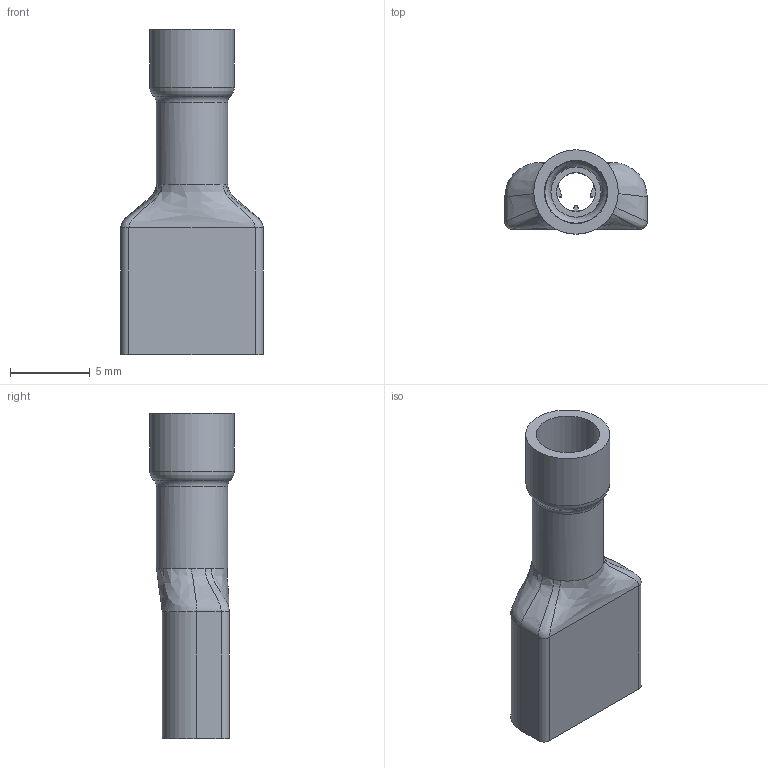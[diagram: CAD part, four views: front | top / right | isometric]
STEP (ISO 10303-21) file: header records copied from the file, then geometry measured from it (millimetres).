
FILE_DESCRIPTION(/* description */ (''),/* implementation_level */ '2;1');
FILE_NAME(/* name */ '22-16 female flat spade full cover red.stp',/* time_stamp */ '2013-07-23T00:28:29-04:00',/* author */ ('Saville'),/* organization */ (''),/* preprocessor_version */ 'ST-DEVELOPER v15.2',/* originating_system */ 'Autodesk Inventor 2014',/* authorisation */ '');
FILE_SCHEMA (('AUTOMOTIVE_DESIGN { 1 0 10303 214 3 1 1 }'));
Length unit declared in the file: inch
Products named in the file (1): 22-16 female flat spade red
Bounding box: 8.9 x 5.28 x 20.35 mm (x, y, z)
Volume: 260.3 mm3; surface area: 1124 mm2
Topology: 2 solids, 2 shells, 116 faces, 322 edges, 207 vertices
Faces by surface type: plane 48, bspline 32, cylinder 30, torus 5, cone 1
Full cylindrical faces by diameter (mm): 0.381 x1, 1.318 x1, 2.426 x1, 3.137 x2, 3.962 x1, 4.458 x1, 5.283 x1
Entity records: 4641 total; most frequent: CARTESIAN_POINT 1825, ORIENTED_EDGE 602, DIRECTION 528, EDGE_CURVE 301, VERTEX_POINT 200, AXIS2_PLACEMENT_3D 194, LINE 140, VECTOR 140
